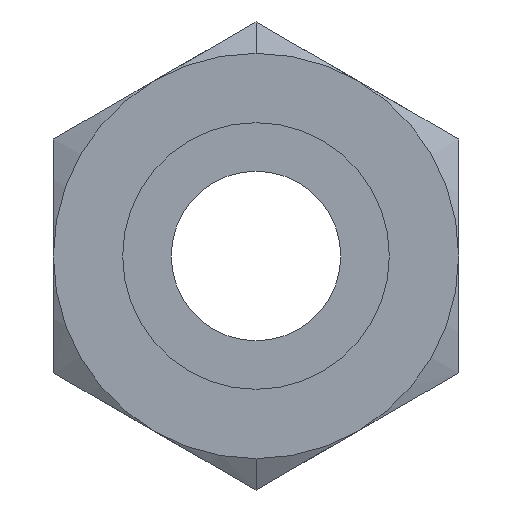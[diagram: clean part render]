
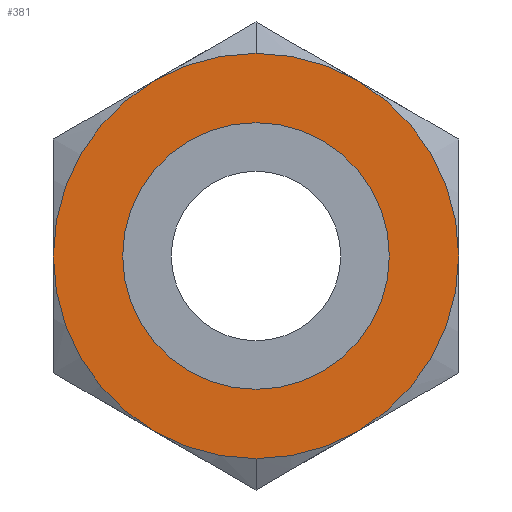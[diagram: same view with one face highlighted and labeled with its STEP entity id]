
A CAD part, left-side view. The second image highlights one B-rep face of the part: STEP entity #381.
In plain terms, the highlighted planar face has unit normal (-1, 0, 0).
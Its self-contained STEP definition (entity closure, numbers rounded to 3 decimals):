
#265 = AXIS2_PLACEMENT_3D ( 'NONE', #4489, #5217, #5357 ) ;
#341 = VERTEX_POINT ( 'NONE', #8399 ) ;
#381 = ADVANCED_FACE ( 'NONE', ( #1368, #5177 ), #1423, .T. ) ;
#559 = EDGE_CURVE ( 'NONE', #8175, #919, #8089, .T. ) ;
#746 = CIRCLE ( 'NONE', #3331, 12.5 ) ;
#761 = EDGE_CURVE ( 'NONE', #919, #8175, #746, .T. ) ;
#837 = DIRECTION ( 'NONE',  ( 0., 0., -1. ) ) ;
#919 = VERTEX_POINT ( 'NONE', #4130 ) ;
#1220 = DIRECTION ( 'NONE',  ( 0., 0., 1. ) ) ;
#1226 = EDGE_LOOP ( 'NONE', ( #4294, #6582 ) ) ;
#1368 = FACE_BOUND ( 'NONE', #9129, .T. ) ;
#1423 = PLANE ( 'NONE',  #5944 ) ;
#2540 = DIRECTION ( 'NONE',  ( 0., 0., -1. ) ) ;
#2707 = CIRCLE ( 'NONE', #7772, 19. ) ;
#3331 = AXIS2_PLACEMENT_3D ( 'NONE', #7818, #7764, #837 ) ;
#3332 = AXIS2_PLACEMENT_3D ( 'NONE', #4064, #3394, #2540 ) ;
#3394 = DIRECTION ( 'NONE',  ( 1., 0., 0. ) ) ;
#3530 = DIRECTION ( 'NONE',  ( -1., 0., 0. ) ) ;
#4064 = CARTESIAN_POINT ( 'NONE',  ( 0., 0., 0. ) ) ;
#4130 = CARTESIAN_POINT ( 'NONE',  ( 0., 0., -12.5 ) ) ;
#4201 = DIRECTION ( 'NONE',  ( 1., 0., 0. ) ) ;
#4294 = ORIENTED_EDGE ( 'NONE', *, *, #9954, .F. ) ;
#4489 = CARTESIAN_POINT ( 'NONE',  ( 0., 0., 0. ) ) ;
#5054 = CARTESIAN_POINT ( 'NONE',  ( 0., 0., 12.5 ) ) ;
#5074 = CARTESIAN_POINT ( 'NONE',  ( 0., 0., 0. ) ) ;
#5177 = FACE_OUTER_BOUND ( 'NONE', #1226, .T. ) ;
#5217 = DIRECTION ( 'NONE',  ( 1., 0., 0. ) ) ;
#5357 = DIRECTION ( 'NONE',  ( 0., 0., 1. ) ) ;
#5421 = EDGE_CURVE ( 'NONE', #6862, #341, #6800, .T. ) ;
#5735 = ORIENTED_EDGE ( 'NONE', *, *, #559, .T. ) ;
#5944 = AXIS2_PLACEMENT_3D ( 'NONE', #8998, #3530, #7536 ) ;
#6582 = ORIENTED_EDGE ( 'NONE', *, *, #5421, .F. ) ;
#6621 = ORIENTED_EDGE ( 'NONE', *, *, #761, .T. ) ;
#6800 = CIRCLE ( 'NONE', #3332, 19. ) ;
#6862 = VERTEX_POINT ( 'NONE', #8845 ) ;
#7536 = DIRECTION ( 'NONE',  ( 0., 0., 1. ) ) ;
#7764 = DIRECTION ( 'NONE',  ( 1., 0., 0. ) ) ;
#7772 = AXIS2_PLACEMENT_3D ( 'NONE', #5074, #4201, #1220 ) ;
#7818 = CARTESIAN_POINT ( 'NONE',  ( 0., 0., 0. ) ) ;
#8089 = CIRCLE ( 'NONE', #265, 12.5 ) ;
#8175 = VERTEX_POINT ( 'NONE', #5054 ) ;
#8399 = CARTESIAN_POINT ( 'NONE',  ( 0., 0., 19. ) ) ;
#8845 = CARTESIAN_POINT ( 'NONE',  ( 0., 0., -19. ) ) ;
#8998 = CARTESIAN_POINT ( 'NONE',  ( 0., 0., 9.5 ) ) ;
#9129 = EDGE_LOOP ( 'NONE', ( #6621, #5735 ) ) ;
#9954 = EDGE_CURVE ( 'NONE', #341, #6862, #2707, .T. ) ;
